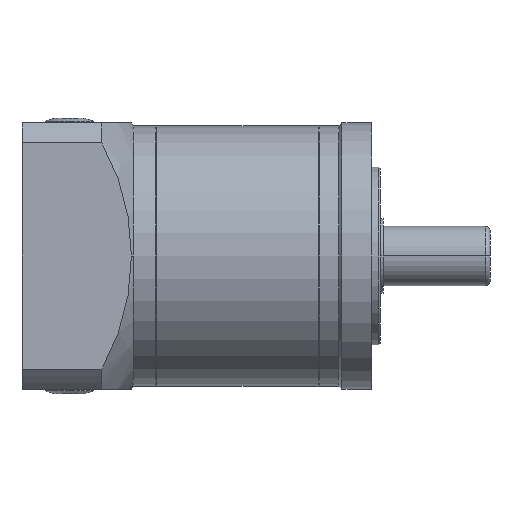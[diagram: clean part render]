
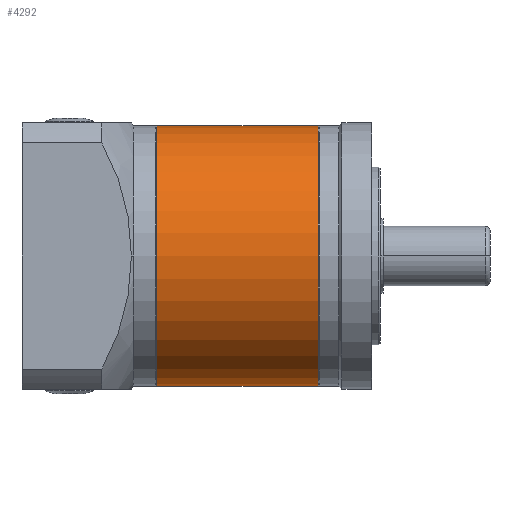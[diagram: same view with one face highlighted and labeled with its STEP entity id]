
A CAD part, front view. The second image highlights one B-rep face of the part: STEP entity #4292.
In plain terms, the highlighted cylindrical face has radius 44 mm (diameter 88 mm), a partial arc.
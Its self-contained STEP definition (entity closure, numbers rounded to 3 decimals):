
#107 = DIRECTION ( 'NONE',  ( 0., 0., -1. ) ) ;
#457 = DIRECTION ( 'NONE',  ( -1., 0., 0. ) ) ;
#498 = VERTEX_POINT ( 'NONE', #3953 ) ;
#607 = CARTESIAN_POINT ( 'NONE',  ( 54.5, 0., -44. ) ) ;
#1019 = DIRECTION ( 'NONE',  ( 0., 0., -1. ) ) ;
#1234 = DIRECTION ( 'NONE',  ( 1., 0., 0. ) ) ;
#1805 = CARTESIAN_POINT ( 'NONE',  ( 0., 0., -44. ) ) ;
#2451 = CIRCLE ( 'NONE', #10857, 44. ) ;
#2585 = EDGE_CURVE ( 'NONE', #7556, #8879, #5922, .T. ) ;
#3172 = EDGE_CURVE ( 'NONE', #498, #4589, #6783, .T. ) ;
#3547 = CARTESIAN_POINT ( 'NONE',  ( 0., 0., 0. ) ) ;
#3627 = CARTESIAN_POINT ( 'NONE',  ( 54.5, 0., 0. ) ) ;
#3693 = ORIENTED_EDGE ( 'NONE', *, *, #13236, .F. ) ;
#3953 = CARTESIAN_POINT ( 'NONE',  ( 54.5, 0., 44. ) ) ;
#4292 = ADVANCED_FACE ( 'NONE', ( #9154 ), #14060, .T. ) ;
#4589 = VERTEX_POINT ( 'NONE', #9216 ) ;
#4831 = CARTESIAN_POINT ( 'NONE',  ( 54.5, 0., -44. ) ) ;
#5922 = LINE ( 'NONE', #607, #10683 ) ;
#6783 = LINE ( 'NONE', #10847, #14528 ) ;
#6890 = ORIENTED_EDGE ( 'NONE', *, *, #10367, .T. ) ;
#7325 = DIRECTION ( 'NONE',  ( 0., 0., 1. ) ) ;
#7378 = DIRECTION ( 'NONE',  ( -1., 0., 0. ) ) ;
#7556 = VERTEX_POINT ( 'NONE', #4831 ) ;
#7912 = ORIENTED_EDGE ( 'NONE', *, *, #2585, .F. ) ;
#8879 = VERTEX_POINT ( 'NONE', #1805 ) ;
#9154 = FACE_OUTER_BOUND ( 'NONE', #12519, .T. ) ;
#9216 = CARTESIAN_POINT ( 'NONE',  ( 0., 0., 44. ) ) ;
#9447 = ORIENTED_EDGE ( 'NONE', *, *, #3172, .T. ) ;
#10180 = AXIS2_PLACEMENT_3D ( 'NONE', #12922, #457, #7325 ) ;
#10367 = EDGE_CURVE ( 'NONE', #4589, #8879, #11003, .T. ) ;
#10683 = VECTOR ( 'NONE', #7378, 1000. ) ;
#10805 = DIRECTION ( 'NONE',  ( -1., 0., 0. ) ) ;
#10847 = CARTESIAN_POINT ( 'NONE',  ( 54.5, 0., 44. ) ) ;
#10857 = AXIS2_PLACEMENT_3D ( 'NONE', #3627, #11094, #1019 ) ;
#11003 = CIRCLE ( 'NONE', #14500, 44. ) ;
#11094 = DIRECTION ( 'NONE',  ( 1., 0., 0. ) ) ;
#12519 = EDGE_LOOP ( 'NONE', ( #7912, #3693, #9447, #6890 ) ) ;
#12922 = CARTESIAN_POINT ( 'NONE',  ( 54.5, 0., 0. ) ) ;
#13236 = EDGE_CURVE ( 'NONE', #498, #7556, #2451, .T. ) ;
#14060 = CYLINDRICAL_SURFACE ( 'NONE', #10180, 44. ) ;
#14500 = AXIS2_PLACEMENT_3D ( 'NONE', #3547, #1234, #107 ) ;
#14528 = VECTOR ( 'NONE', #10805, 1000. ) ;
